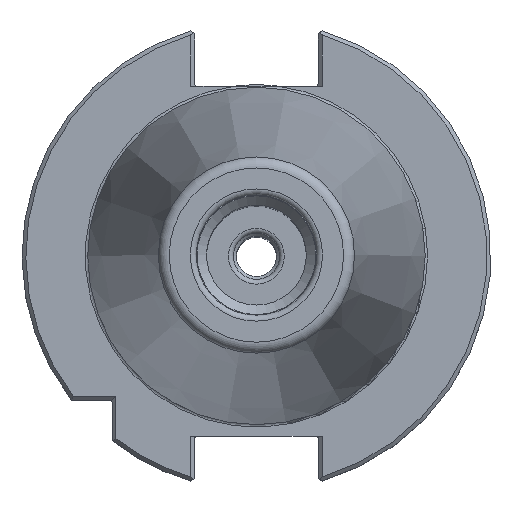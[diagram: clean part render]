
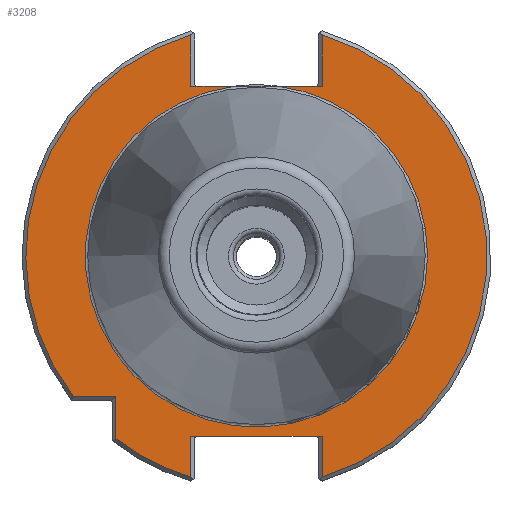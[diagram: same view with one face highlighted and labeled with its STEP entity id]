
A CAD part, top view. The second image highlights one B-rep face of the part: STEP entity #3208.
In plain terms, the highlighted planar face has unit normal (0, 0, 1).
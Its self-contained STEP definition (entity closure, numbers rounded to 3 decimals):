
#144=LINE('',#4486,#240);
#160=LINE('',#4544,#256);
#162=LINE('',#4548,#258);
#179=LINE('',#4626,#275);
#181=LINE('',#4632,#277);
#182=LINE('',#4635,#278);
#183=LINE('',#4637,#279);
#184=LINE('',#4641,#280);
#185=LINE('',#4643,#281);
#240=VECTOR('',#3733,1000.);
#256=VECTOR('',#3789,1000.);
#258=VECTOR('',#3791,1000.);
#275=VECTOR('',#3848,1000.);
#277=VECTOR('',#3854,1000.);
#278=VECTOR('',#3857,1000.);
#279=VECTOR('',#3860,1000.);
#280=VECTOR('',#3863,1000.);
#281=VECTOR('',#3864,1000.);
#483=ORIENTED_EDGE('',*,*,#1006,.T.);
#484=ORIENTED_EDGE('',*,*,#1007,.T.);
#485=ORIENTED_EDGE('',*,*,#941,.F.);
#486=ORIENTED_EDGE('',*,*,#1004,.T.);
#487=ORIENTED_EDGE('',*,*,#1008,.T.);
#488=ORIENTED_EDGE('',*,*,#1009,.T.);
#489=ORIENTED_EDGE('',*,*,#972,.F.);
#490=ORIENTED_EDGE('',*,*,#1010,.F.);
#491=ORIENTED_EDGE('',*,*,#970,.F.);
#492=ORIENTED_EDGE('',*,*,#1011,.T.);
#493=ORIENTED_EDGE('',*,*,#1012,.T.);
#494=ORIENTED_EDGE('',*,*,#1013,.T.);
#495=ORIENTED_EDGE('',*,*,#1014,.T.);
#941=EDGE_CURVE('',#1220,#1221,#144,.T.);
#970=EDGE_CURVE('',#1242,#1243,#160,.T.);
#972=EDGE_CURVE('',#1244,#1239,#162,.T.);
#1004=EDGE_CURVE('',#1220,#1268,#179,.T.);
#1006=EDGE_CURVE('',#1270,#1271,#1440,.T.);
#1007=EDGE_CURVE('',#1271,#1221,#181,.T.);
#1008=EDGE_CURVE('',#1268,#1272,#1441,.T.);
#1009=EDGE_CURVE('',#1272,#1239,#182,.T.);
#1010=EDGE_CURVE('',#1243,#1244,#1442,.T.);
#1011=EDGE_CURVE('',#1242,#1273,#183,.T.);
#1012=EDGE_CURVE('',#1273,#1274,#1443,.T.);
#1013=EDGE_CURVE('',#1274,#1275,#184,.T.);
#1014=EDGE_CURVE('',#1275,#1270,#185,.T.);
#1220=VERTEX_POINT('',#4485);
#1221=VERTEX_POINT('',#4487);
#1239=VERTEX_POINT('',#4537);
#1242=VERTEX_POINT('',#4543);
#1243=VERTEX_POINT('',#4545);
#1244=VERTEX_POINT('',#4547);
#1268=VERTEX_POINT('',#4624);
#1270=VERTEX_POINT('',#4630);
#1271=VERTEX_POINT('',#4631);
#1272=VERTEX_POINT('',#4634);
#1273=VERTEX_POINT('',#4638);
#1274=VERTEX_POINT('',#4640);
#1275=VERTEX_POINT('',#4642);
#1440=CIRCLE('',#3409,47.95);
#1441=CIRCLE('',#3410,47.95);
#1442=CIRCLE('',#3411,35.591);
#1443=CIRCLE('',#3412,47.95);
#1596=EDGE_LOOP('',(#483,#484,#485,#486,#487,#488,#489,#490,#491,#492,#493,
#494,#495));
#1836=FACE_BOUND('',#1596,.T.);
#2064=PLANE('',#3408);
#3208=ADVANCED_FACE('',(#1836),#2064,.T.);
#3408=AXIS2_PLACEMENT_3D('',#4628,#3850,#3851);
#3409=AXIS2_PLACEMENT_3D('',#4629,#3852,#3853);
#3410=AXIS2_PLACEMENT_3D('',#4633,#3855,#3856);
#3411=AXIS2_PLACEMENT_3D('',#4636,#3858,#3859);
#3412=AXIS2_PLACEMENT_3D('',#4639,#3861,#3862);
#3733=DIRECTION('',(-1.,0.,0.));
#3789=DIRECTION('',(1.,0.,0.));
#3791=DIRECTION('',(1.,0.,0.));
#3848=DIRECTION('',(0.,-1.,0.));
#3850=DIRECTION('',(0.,0.,1.));
#3851=DIRECTION('',(1.,0.,0.));
#3852=DIRECTION('',(0.,0.,1.));
#3853=DIRECTION('',(1.,0.,0.));
#3854=DIRECTION('',(0.,1.,0.));
#3855=DIRECTION('',(0.,0.,1.));
#3856=DIRECTION('',(1.,0.,0.));
#3857=DIRECTION('',(0.,-1.,0.));
#3858=DIRECTION('',(0.,0.,1.));
#3859=DIRECTION('',(1.,0.,0.));
#3860=DIRECTION('',(0.,1.,0.));
#3861=DIRECTION('',(0.,0.,1.));
#3862=DIRECTION('',(1.,0.,0.));
#3863=DIRECTION('',(1.,0.,0.));
#3864=DIRECTION('',(0.,-1.,0.));
#4485=CARTESIAN_POINT('',(13.65,-37.5,-3.2));
#4486=CARTESIAN_POINT('',(12.85,-37.5,-3.2));
#4487=CARTESIAN_POINT('',(-13.65,-37.5,-3.2));
#4537=CARTESIAN_POINT('',(13.65,35.3,-3.2));
#4543=CARTESIAN_POINT('',(-13.65,35.3,-3.2));
#4544=CARTESIAN_POINT('',(-12.85,35.3,-3.2));
#4545=CARTESIAN_POINT('',(-4.543,35.3,-3.2));
#4547=CARTESIAN_POINT('',(4.543,35.3,-3.2));
#4548=CARTESIAN_POINT('',(-12.85,35.3,-3.2));
#4624=CARTESIAN_POINT('',(13.65,-45.966,-3.2));
#4626=CARTESIAN_POINT('',(13.65,-47.181,-3.2));
#4628=CARTESIAN_POINT('',(35.591,0.,-3.2));
#4629=CARTESIAN_POINT('',(0.,0.,-3.2));
#4630=CARTESIAN_POINT('',(-29.2,-38.034,-3.2));
#4631=CARTESIAN_POINT('',(-13.65,-45.966,-3.2));
#4632=CARTESIAN_POINT('',(-13.65,-37.5,-3.2));
#4633=CARTESIAN_POINT('',(0.,0.,-3.2));
#4634=CARTESIAN_POINT('',(13.65,45.966,-3.2));
#4635=CARTESIAN_POINT('',(13.65,35.3,-3.2));
#4636=CARTESIAN_POINT('',(0.,0.,-3.2));
#4637=CARTESIAN_POINT('',(-13.65,47.181,-3.2));
#4638=CARTESIAN_POINT('',(-13.65,45.966,-3.2));
#4639=CARTESIAN_POINT('',(0.,0.,-3.2));
#4640=CARTESIAN_POINT('',(-38.034,-29.2,-3.2));
#4641=CARTESIAN_POINT('',(-30.,-29.2,-3.2));
#4642=CARTESIAN_POINT('',(-29.2,-29.2,-3.2));
#4643=CARTESIAN_POINT('',(-29.2,-38.616,-3.2));
